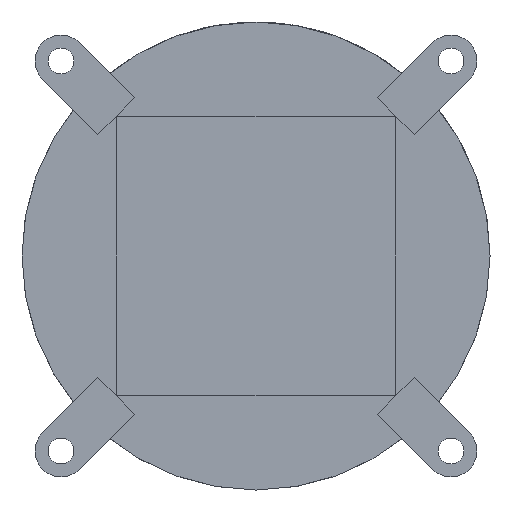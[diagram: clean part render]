
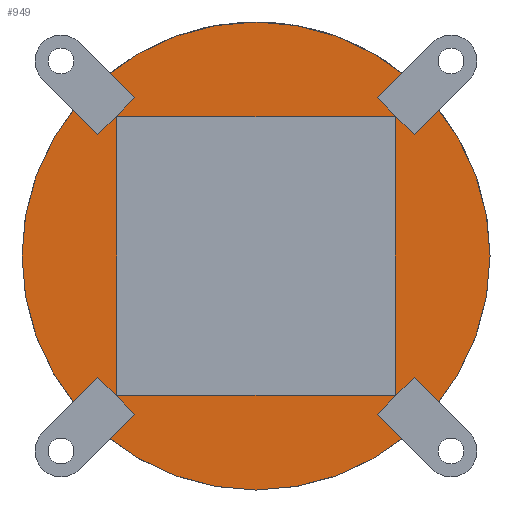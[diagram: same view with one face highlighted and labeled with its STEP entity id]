
A CAD part, front view. The second image highlights one B-rep face of the part: STEP entity #949.
In plain terms, the highlighted planar face has unit normal (0, -1, 0).
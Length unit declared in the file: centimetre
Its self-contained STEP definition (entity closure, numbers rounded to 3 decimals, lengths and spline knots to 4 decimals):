
#23=FACE_BOUND($,#159,.T.);
#57=PLANE($,#1037);
#102=FACE_OUTER_BOUND($,#158,.T.);
#158=EDGE_LOOP($,(#802));
#159=EDGE_LOOP($,(#803,#804,#805,#806));
#252=LINE($,#1520,#348);
#253=LINE($,#1522,#349);
#254=LINE($,#1524,#350);
#255=LINE($,#1525,#351);
#348=VECTOR($,#1234,1.);
#349=VECTOR($,#1235,1.);
#350=VECTOR($,#1236,1.);
#351=VECTOR($,#1237,1.);
#412=CIRCLE($,#1038,4.5);
#478=VERTEX_POINT($,#1516);
#479=VERTEX_POINT($,#1518);
#480=VERTEX_POINT($,#1519);
#481=VERTEX_POINT($,#1521);
#482=VERTEX_POINT($,#1523);
#594=EDGE_CURVE($,#478,#478,#412,.T.);
#595=EDGE_CURVE($,#479,#480,#252,.T.);
#596=EDGE_CURVE($,#480,#481,#253,.T.);
#597=EDGE_CURVE($,#481,#482,#254,.T.);
#598=EDGE_CURVE($,#482,#479,#255,.T.);
#802=ORIENTED_EDGE($,*,*,#594,.F.);
#803=ORIENTED_EDGE($,*,*,#595,.T.);
#804=ORIENTED_EDGE($,*,*,#596,.T.);
#805=ORIENTED_EDGE($,*,*,#597,.T.);
#806=ORIENTED_EDGE($,*,*,#598,.T.);
#949=ADVANCED_FACE($,(#102,#23),#57,.F.);
#1037=AXIS2_PLACEMENT_3D($,#1515,#1230,#1231);
#1038=AXIS2_PLACEMENT_3D($,#1517,#1232,#1233);
#1230=DIRECTION('center_axis',(0.,1.,0.));
#1231=DIRECTION('ref_axis',(1.,0.,0.));
#1232=DIRECTION('center_axis',(0.,1.,0.));
#1233=DIRECTION('ref_axis',(1.,0.,0.));
#1234=DIRECTION($,(0.,0.,-1.));
#1235=DIRECTION($,(-1.,0.,0.));
#1236=DIRECTION($,(0.,0.,1.));
#1237=DIRECTION($,(1.,0.,0.));
#1515=CARTESIAN_POINT('Origin',(3.75,0.75,3.75));
#1516=CARTESIAN_POINT('',(-0.75,0.75,3.75));
#1517=CARTESIAN_POINT('Origin',(3.75,0.75,3.75));
#1518=CARTESIAN_POINT('',(6.43,0.75,6.43));
#1519=CARTESIAN_POINT('',(6.43,0.75,1.07));
#1520=CARTESIAN_POINT($,(6.43,0.75,1.07));
#1521=CARTESIAN_POINT('',(1.07,0.75,1.07));
#1522=CARTESIAN_POINT($,(1.07,0.75,1.07));
#1523=CARTESIAN_POINT('',(1.07,0.75,6.43));
#1524=CARTESIAN_POINT($,(1.07,0.75,6.43));
#1525=CARTESIAN_POINT($,(6.43,0.75,6.43));
